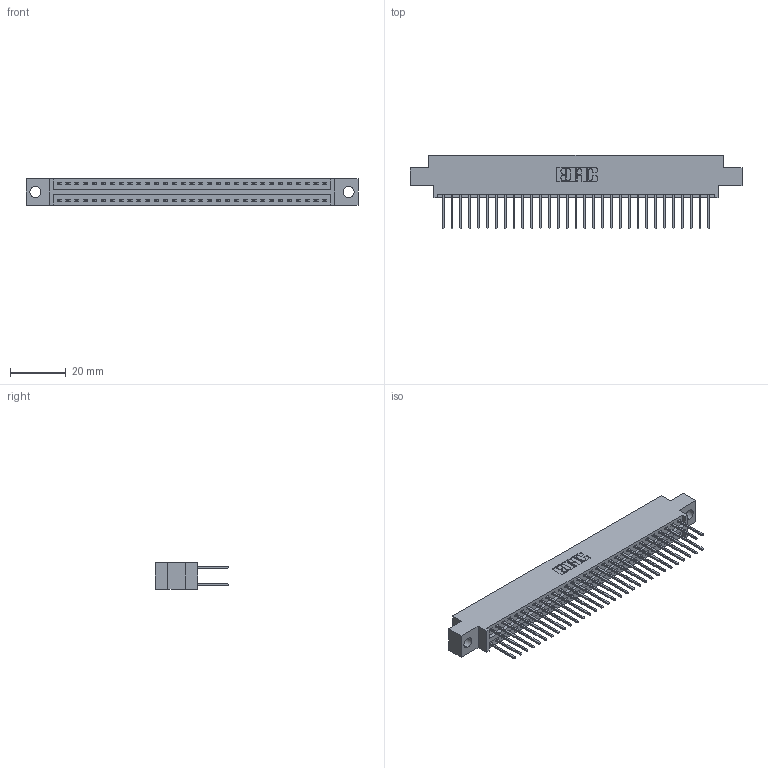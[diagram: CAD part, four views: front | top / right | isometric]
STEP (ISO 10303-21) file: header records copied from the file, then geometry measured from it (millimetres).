
FILE_DESCRIPTION (( 'STEP AP203' ), '1' );
FILE_NAME ('346-062-522-804.STEP', '2022-05-24T13:33:36', ( '' ), ( '' ), 'SwSTEP 2.0', 'SolidWorks 2020', '' );
FILE_SCHEMA (( 'CONFIG_CONTROL_DESIGN' ));
Length unit declared in the file: inch
Products named in the file (3): 346 Part_0.170 Offset - 0.156 Dia-TH; 345-292-001_345-293-122; 346-062-522-804
Assembly tree (63 placements, depth 2):
  346-062-522-804
    346 Part_0.170 Offset - 0.156 Dia-TH
    345-292-001_345-293-122  x62
Bounding box: 119 x 26.42 x 9.4 mm (x, y, z)
Volume: 11416.7 mm3; surface area: 16284.2 mm2
Topology: 63 solids, 63 shells, 3364 faces, 9987 edges, 6574 vertices
Faces by surface type: plane 2264, cylinder 1100
Entity records: 22281 total; most frequent: CARTESIAN_POINT 3694, ORIENTED_EDGE 3626, DIRECTION 3305, EDGE_CURVE 1813, LINE 1557, VECTOR 1557, VERTEX_POINT 1206, AXIS2_PLACEMENT_3D 874
